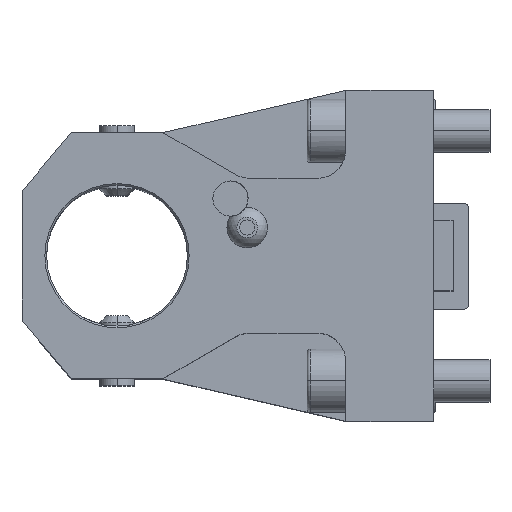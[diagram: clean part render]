
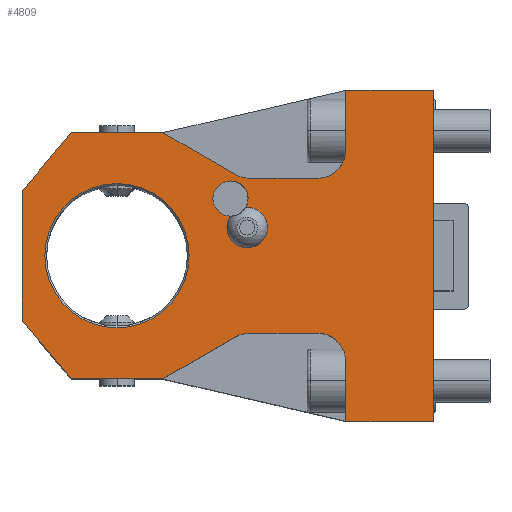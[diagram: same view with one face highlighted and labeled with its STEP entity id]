
A CAD part, top view. The second image highlights one B-rep face of the part: STEP entity #4809.
In plain terms, the highlighted planar face has unit normal (0, 0, 1).
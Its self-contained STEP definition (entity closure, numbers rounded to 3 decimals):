
#527=DIRECTION('',(0.,1.,0.));
#528=VECTOR('',#527,17.);
#529=CARTESIAN_POINT('',(-25.,-47.,50.));
#530=LINE('',#529,#528);
#531=CARTESIAN_POINT('',(-33.,-30.,50.));
#532=DIRECTION('',(0.,0.,1.));
#533=DIRECTION('',(1.,0.,0.));
#534=AXIS2_PLACEMENT_3D('',#531,#532,#533);
#536=DIRECTION('',(-1.,0.,0.));
#537=VECTOR('',#536,19.317);
#538=CARTESIAN_POINT('',(-33.,-22.,50.));
#539=LINE('',#538,#537);
#540=CARTESIAN_POINT('',(-52.317,-30.,50.));
#541=DIRECTION('',(0.,0.,1.));
#542=DIRECTION('',(0.,1.,0.));
#543=AXIS2_PLACEMENT_3D('',#540,#541,#542);
#545=DIRECTION('',(-0.866,-0.5,0.));
#546=VECTOR('',#545,23.856);
#547=CARTESIAN_POINT('',(-56.317,-23.072,50.));
#548=LINE('',#547,#546);
#549=DIRECTION('',(1.,0.,0.));
#550=VECTOR('',#549,26.022);
#551=CARTESIAN_POINT('',(-103.,-35.,50.));
#552=LINE('',#551,#550);
#553=DIRECTION('',(0.643,-0.766,0.));
#554=VECTOR('',#553,21.78);
#555=CARTESIAN_POINT('',(-117.,-18.315,50.));
#556=LINE('',#555,#554);
#557=DIRECTION('',(0.,-1.,0.));
#558=VECTOR('',#557,36.631);
#559=CARTESIAN_POINT('',(-117.,18.315,50.));
#560=LINE('',#559,#558);
#561=DIRECTION('',(-0.643,-0.766,0.));
#562=VECTOR('',#561,21.78);
#563=CARTESIAN_POINT('',(-103.,35.,50.));
#564=LINE('',#563,#562);
#565=DIRECTION('',(-1.,0.,0.));
#566=VECTOR('',#565,26.022);
#567=CARTESIAN_POINT('',(-76.978,35.,50.));
#568=LINE('',#567,#566);
#569=DIRECTION('',(0.866,-0.5,0.));
#570=VECTOR('',#569,23.856);
#571=CARTESIAN_POINT('',(-76.978,35.,50.));
#572=LINE('',#571,#570);
#573=CARTESIAN_POINT('',(-52.317,30.,50.));
#574=DIRECTION('',(0.,0.,1.));
#575=DIRECTION('',(-0.5,-0.866,0.));
#576=AXIS2_PLACEMENT_3D('',#573,#574,#575);
#578=DIRECTION('',(1.,0.,0.));
#579=VECTOR('',#578,19.317);
#580=CARTESIAN_POINT('',(-52.317,22.,50.));
#581=LINE('',#580,#579);
#582=CARTESIAN_POINT('',(-33.,30.,50.));
#583=DIRECTION('',(0.,0.,1.));
#584=DIRECTION('',(0.,-1.,0.));
#585=AXIS2_PLACEMENT_3D('',#582,#583,#584);
#587=DIRECTION('',(0.,-1.,0.));
#588=VECTOR('',#587,17.);
#589=CARTESIAN_POINT('',(-25.,47.,50.));
#590=LINE('',#589,#588);
#591=DIRECTION('',(-1.,0.,0.));
#592=VECTOR('',#591,25.);
#593=CARTESIAN_POINT('',(0.,47.,50.));
#594=LINE('',#593,#592);
#595=DIRECTION('',(0.,1.,0.));
#596=VECTOR('',#595,94.);
#597=CARTESIAN_POINT('',(0.,-47.,50.));
#598=LINE('',#597,#596);
#599=DIRECTION('',(1.,0.,0.));
#600=VECTOR('',#599,25.);
#601=CARTESIAN_POINT('',(-25.,-47.,50.));
#602=LINE('',#601,#600);
#603=CARTESIAN_POINT('',(-90.,0.,50.));
#604=DIRECTION('',(0.,0.,-1.));
#605=DIRECTION('',(0.,1.,0.));
#606=AXIS2_PLACEMENT_3D('',#603,#604,#605);
#608=CARTESIAN_POINT('',(-90.,0.,50.));
#609=DIRECTION('',(0.,0.,-1.));
#610=DIRECTION('',(0.,-1.,0.));
#611=AXIS2_PLACEMENT_3D('',#608,#609,#610);
#613=CARTESIAN_POINT('',(-53.,8.,50.));
#614=DIRECTION('',(0.,0.,1.));
#615=DIRECTION('',(0.,1.,0.));
#616=AXIS2_PLACEMENT_3D('',#613,#614,#615);
#618=CARTESIAN_POINT('',(-53.,8.,50.));
#619=DIRECTION('',(0.,0.,1.));
#620=DIRECTION('',(0.,-1.,0.));
#621=AXIS2_PLACEMENT_3D('',#618,#619,#620);
#623=CARTESIAN_POINT('',(-57.75,16.227,50.));
#624=DIRECTION('',(0.,0.,-1.));
#625=DIRECTION('',(0.,1.,0.));
#626=AXIS2_PLACEMENT_3D('',#623,#624,#625);
#628=CARTESIAN_POINT('',(-57.75,16.227,50.));
#629=DIRECTION('',(0.,0.,-1.));
#630=DIRECTION('',(0.,-1.,0.));
#631=AXIS2_PLACEMENT_3D('',#628,#629,#630);
#3545=CARTESIAN_POINT('',(0.,-47.,50.));
#3546=CARTESIAN_POINT('',(0.,47.,50.));
#3547=VERTEX_POINT('',#3545);
#3548=VERTEX_POINT('',#3546);
#3549=CARTESIAN_POINT('',(-103.,35.,50.));
#3550=CARTESIAN_POINT('',(-117.,18.315,50.));
#3551=VERTEX_POINT('',#3549);
#3552=VERTEX_POINT('',#3550);
#3553=CARTESIAN_POINT('',(-117.,-18.315,50.));
#3554=VERTEX_POINT('',#3553);
#3555=CARTESIAN_POINT('',(-103.,-35.,50.));
#3556=VERTEX_POINT('',#3555);
#3625=CARTESIAN_POINT('',(-25.,-47.,50.));
#3626=CARTESIAN_POINT('',(-25.,-30.,50.));
#3627=VERTEX_POINT('',#3625);
#3628=VERTEX_POINT('',#3626);
#3629=CARTESIAN_POINT('',(-33.,-22.,50.));
#3630=VERTEX_POINT('',#3629);
#3631=CARTESIAN_POINT('',(-52.317,-22.,50.));
#3632=VERTEX_POINT('',#3631);
#3633=CARTESIAN_POINT('',(-56.317,-23.072,50.));
#3634=VERTEX_POINT('',#3633);
#3635=CARTESIAN_POINT('',(-76.978,-35.,50.));
#3636=VERTEX_POINT('',#3635);
#3637=CARTESIAN_POINT('',(-76.978,35.,50.));
#3638=CARTESIAN_POINT('',(-56.317,23.072,50.));
#3639=VERTEX_POINT('',#3637);
#3640=VERTEX_POINT('',#3638);
#3641=CARTESIAN_POINT('',(-52.317,22.,50.));
#3642=VERTEX_POINT('',#3641);
#3643=CARTESIAN_POINT('',(-33.,22.,50.));
#3644=VERTEX_POINT('',#3643);
#3645=CARTESIAN_POINT('',(-25.,30.,50.));
#3646=VERTEX_POINT('',#3645);
#3647=CARTESIAN_POINT('',(-25.,47.,50.));
#3648=VERTEX_POINT('',#3647);
#3665=CARTESIAN_POINT('',(-90.,20.5,50.));
#3666=CARTESIAN_POINT('',(-90.,-20.5,50.));
#3667=VERTEX_POINT('',#3665);
#3668=VERTEX_POINT('',#3666);
#3829=CARTESIAN_POINT('',(-53.,13.754,50.));
#3830=CARTESIAN_POINT('',(-53.,2.246,50.));
#3831=VERTEX_POINT('',#3829);
#3832=VERTEX_POINT('',#3830);
#3853=CARTESIAN_POINT('',(-57.75,19.027,50.));
#3854=CARTESIAN_POINT('',(-57.75,13.427,50.));
#3855=VERTEX_POINT('',#3853);
#3856=VERTEX_POINT('',#3854);
#4753=CARTESIAN_POINT('',(0.,0.,50.));
#4754=DIRECTION('',(0.,0.,1.));
#4755=DIRECTION('',(0.,1.,0.));
#4756=AXIS2_PLACEMENT_3D('',#4753,#4754,#4755);
#4757=PLANE('',#4756);
#4758=ORIENTED_EDGE('',*,*,#4489,.T.);
#4759=ORIENTED_EDGE('',*,*,#4543,.T.);
#4761=ORIENTED_EDGE('',*,*,#4760,.T.);
#4763=ORIENTED_EDGE('',*,*,#4762,.T.);
#4765=ORIENTED_EDGE('',*,*,#4764,.T.);
#4766=ORIENTED_EDGE('',*,*,#4711,.F.);
#4768=ORIENTED_EDGE('',*,*,#4767,.F.);
#4770=ORIENTED_EDGE('',*,*,#4769,.F.);
#4772=ORIENTED_EDGE('',*,*,#4771,.F.);
#4774=ORIENTED_EDGE('',*,*,#4773,.F.);
#4776=ORIENTED_EDGE('',*,*,#4775,.T.);
#4778=ORIENTED_EDGE('',*,*,#4777,.T.);
#4780=ORIENTED_EDGE('',*,*,#4779,.T.);
#4782=ORIENTED_EDGE('',*,*,#4781,.T.);
#4784=ORIENTED_EDGE('',*,*,#4783,.F.);
#4786=ORIENTED_EDGE('',*,*,#4785,.F.);
#4787=ORIENTED_EDGE('',*,*,#4405,.F.);
#4788=ORIENTED_EDGE('',*,*,#4467,.F.);
#4789=EDGE_LOOP('',(#4758,#4759,#4761,#4763,#4765,#4766,#4768,#4770,#4772,#4774,
#4776,#4778,#4780,#4782,#4784,#4786,#4787,#4788));
#4790=FACE_OUTER_BOUND('',#4789,.F.);
#4792=ORIENTED_EDGE('',*,*,#4791,.F.);
#4794=ORIENTED_EDGE('',*,*,#4793,.F.);
#4795=EDGE_LOOP('',(#4792,#4794));
#4796=FACE_BOUND('',#4795,.F.);
#4798=ORIENTED_EDGE('',*,*,#4797,.T.);
#4800=ORIENTED_EDGE('',*,*,#4799,.T.);
#4801=EDGE_LOOP('',(#4798,#4800));
#4802=FACE_BOUND('',#4801,.F.);
#4804=ORIENTED_EDGE('',*,*,#4803,.F.);
#4806=ORIENTED_EDGE('',*,*,#4805,.F.);
#4807=EDGE_LOOP('',(#4804,#4806));
#4808=FACE_BOUND('',#4807,.F.);
#4809=ADVANCED_FACE('',(#4790,#4796,#4802,#4808),#4757,.T.);
#535=CIRCLE('',#534,8.);
#544=CIRCLE('',#543,8.);
#577=CIRCLE('',#576,8.);
#586=CIRCLE('',#585,8.);
#607=CIRCLE('',#606,20.5);
#612=CIRCLE('',#611,20.5);
#617=CIRCLE('',#616,5.754);
#622=CIRCLE('',#621,5.754);
#627=CIRCLE('',#626,2.8);
#632=CIRCLE('',#631,2.8);
#4405=EDGE_CURVE('',#3547,#3548,#598,.T.);
#4467=EDGE_CURVE('',#3627,#3547,#602,.T.);
#4489=EDGE_CURVE('',#3627,#3628,#530,.T.);
#4543=EDGE_CURVE('',#3628,#3630,#535,.T.);
#4711=EDGE_CURVE('',#3556,#3636,#552,.T.);
#4760=EDGE_CURVE('',#3630,#3632,#539,.T.);
#4762=EDGE_CURVE('',#3632,#3634,#544,.T.);
#4764=EDGE_CURVE('',#3634,#3636,#548,.T.);
#4767=EDGE_CURVE('',#3554,#3556,#556,.T.);
#4769=EDGE_CURVE('',#3552,#3554,#560,.T.);
#4771=EDGE_CURVE('',#3551,#3552,#564,.T.);
#4773=EDGE_CURVE('',#3639,#3551,#568,.T.);
#4775=EDGE_CURVE('',#3639,#3640,#572,.T.);
#4777=EDGE_CURVE('',#3640,#3642,#577,.T.);
#4779=EDGE_CURVE('',#3642,#3644,#581,.T.);
#4781=EDGE_CURVE('',#3644,#3646,#586,.T.);
#4783=EDGE_CURVE('',#3648,#3646,#590,.T.);
#4785=EDGE_CURVE('',#3548,#3648,#594,.T.);
#4791=EDGE_CURVE('',#3667,#3668,#607,.T.);
#4793=EDGE_CURVE('',#3668,#3667,#612,.T.);
#4797=EDGE_CURVE('',#3831,#3832,#617,.T.);
#4799=EDGE_CURVE('',#3832,#3831,#622,.T.);
#4803=EDGE_CURVE('',#3855,#3856,#627,.T.);
#4805=EDGE_CURVE('',#3856,#3855,#632,.T.);
